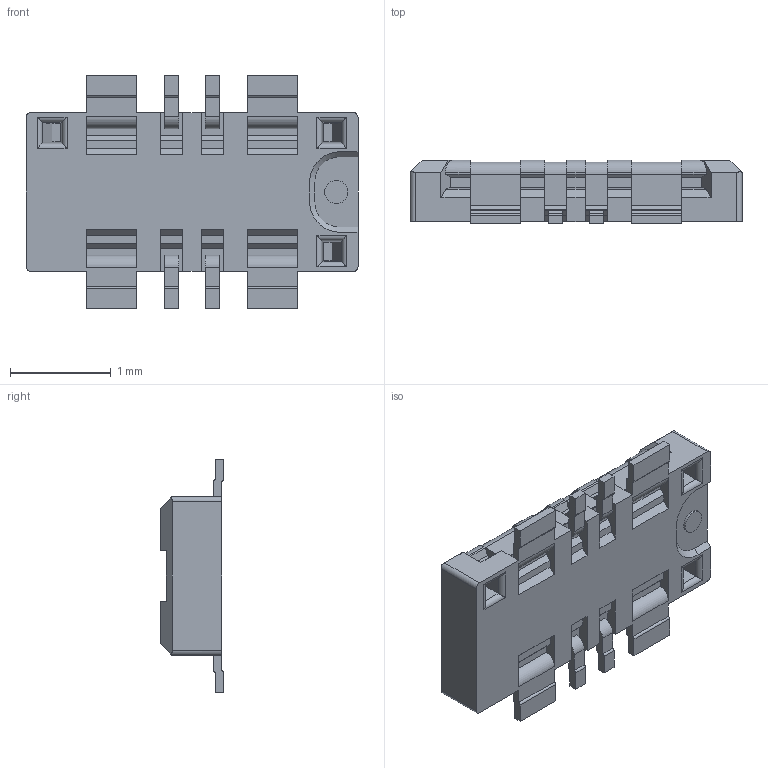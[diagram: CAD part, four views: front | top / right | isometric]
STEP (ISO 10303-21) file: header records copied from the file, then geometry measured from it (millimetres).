
FILE_DESCRIPTION( ( 'STEP AP214' ), '1' );
FILE_NAME( 'psolqas12470195721.stp', '2020-02-13T11:47:02', ( '' ), ( '' ), ' ', 'PARTsolutions', ' ' );
FILE_SCHEMA( ( 'AUTOMOTIVE_DESIGN { 1 0 10303 214 1 1 1 1 }' ) );
Length unit declared in the file: metre
Products named in the file (1): 1
Bounding box: 3.3 x 0.63 x 2.32 mm (x, y, z)
Volume: 1.8 mm3; surface area: 23.7 mm2
Topology: 1 solids, 1 shells, 392 faces, 1035 edges, 657 vertices
Faces by surface type: plane 305, cylinder 85, cone 2
Full cylindrical faces by diameter (mm): 0.23 x1
Entity records: 11971 total; most frequent: CARTESIAN_POINT 2251, ORIENTED_EDGE 2066, DIRECTION 1925, EDGE_CURVE 1033, LINE 863, VECTOR 863, VERTEX_POINT 656, AXIS2_PLACEMENT_3D 531
